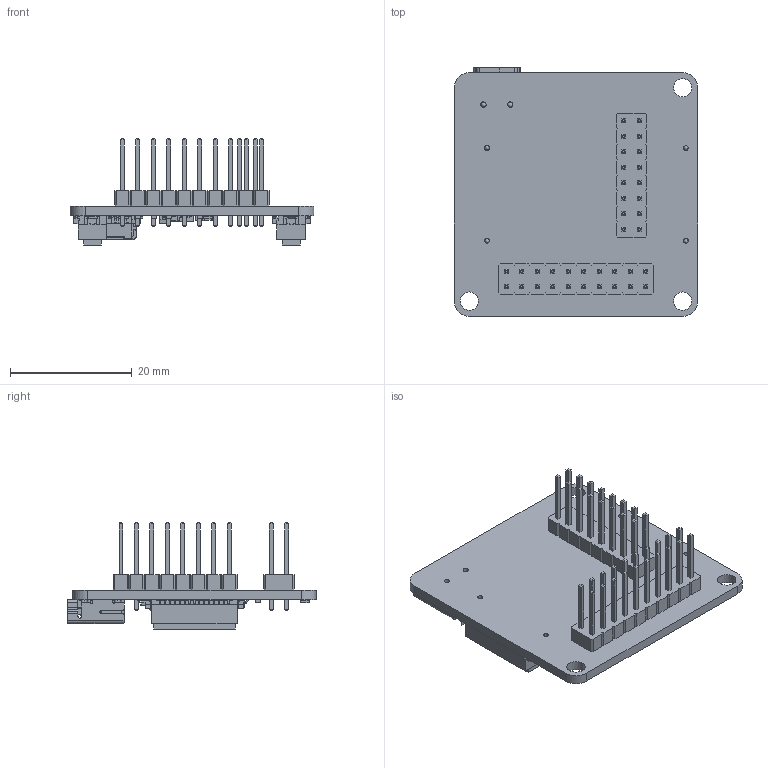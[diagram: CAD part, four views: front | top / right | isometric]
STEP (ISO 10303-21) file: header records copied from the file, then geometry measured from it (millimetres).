
FILE_DESCRIPTION(('FreeCAD Model'),'2;1');
FILE_NAME('debug.step', '2018-07-25T12:23:47',('kicad StepUp'),('ksu MCAD'), 'Open CASCADE STEP processor 7.3','FreeCAD','Unknown');
FILE_SCHEMA(('AUTOMOTIVE_DESIGN { 1 0 10303 214 1 1 1 1 }'));
Length unit declared in the file: millimetre
Products named in the file (26): debug; Board_Geoms; Pcb; Step_Models; Top; PinHeader_Straight_2x10x254mm_; PinHeader_Straight_2x08x254mm_; Bot; SOD-123_; SOD-123_001; R_0603_; R_0603_001; R_0603_002; R_0603_003; Fusion_; C_0603_; C_0603_001; C_0805_; C_0805_001; C_0603_002; R_0603_004; R_0603_005; QFN-24_4x4mm_Pitch0.5mm_; btb_btm_; btb_btm_001; USB_
Assembly tree (25 placements, depth 4):
  debug
    Board_Geoms
      Pcb
    Step_Models
      Top
        PinHeader_Straight_2x10x254mm_
        PinHeader_Straight_2x08x254mm_
      Bot
        SOD-123_
        SOD-123_001
        R_0603_
        R_0603_001
        R_0603_002
        R_0603_003
        Fusion_
        C_0603_
        C_0603_001
        C_0805_
        C_0805_001
        C_0603_002
        R_0603_004
        R_0603_005
        QFN-24_4x4mm_Pitch0.5mm_
        btb_btm_
        btb_btm_001
        USB_
Bounding box: 40 x 40.82 x 17.4 mm (x, y, z)
Volume: 3867 mm3; surface area: 7462.4 mm2
Topology: 21 solids, 21 shells, 6046 faces, 16979 edges, 10680 vertices
Faces by surface type: plane 5085, cylinder 925, sphere 24, bspline 8, torus 2, extrusion 2
Full cylindrical faces by diameter (mm): 0.6 x4, 0.76 x2, 0.8 x4, 0.899 x2, 1.016 x16, 1.02 x20, 3 x3
Entity records: 235316 total; most frequent: CARTESIAN_POINT 35833, ORIENTED_EDGE 33898, DIRECTION 30983, EDGE_CURVE 16949, VECTOR 14907, LINE 14905, VERTEX_POINT 10680, AXIS2_PLACEMENT_3D 8038
